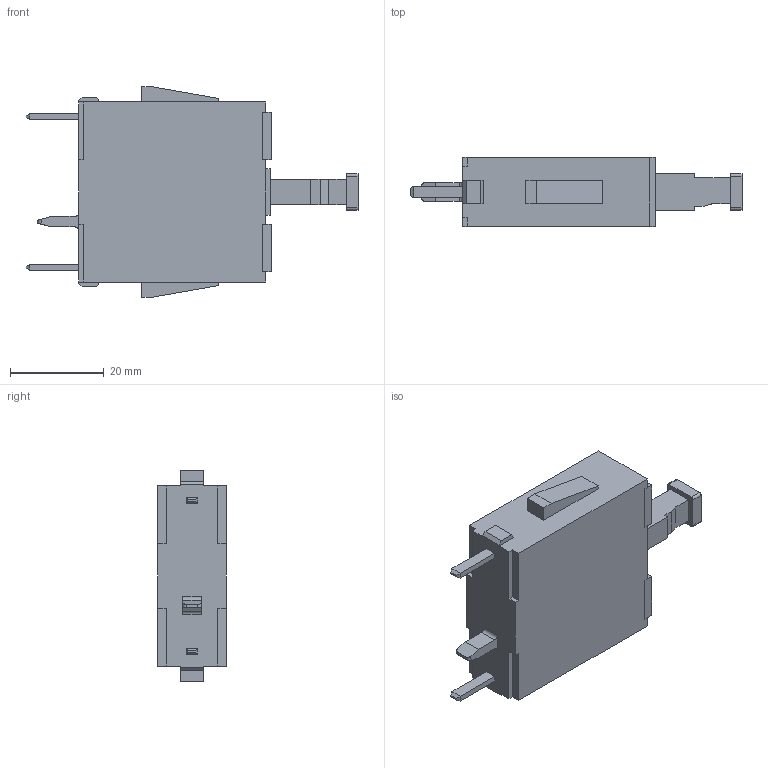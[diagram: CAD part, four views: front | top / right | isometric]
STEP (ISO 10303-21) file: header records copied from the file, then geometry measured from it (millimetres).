
FILE_DESCRIPTION(('starvars output'),'2;1');
FILE_NAME('ZBE702_3D.stp','10:52:20 2020/03/31',( 'Thomas Industrial Network Germany GmbH'),( 'Thomas Industrial Network Germany GmbH'),'unknown preprocess','ACIS' ,'unknown authorization');
FILE_SCHEMA(('AUTOMOTIVE_DESIGN_CC2 {UNKNOWN IMPLEMENTATION LEVEL}'));
Length unit declared in the file: millimetre
Products named in the file (1): PRODUCT_ID_573
Bounding box: 71 x 14.75 x 45 mm (x, y, z)
Volume: 24182.1 mm3; surface area: 6648.3 mm2
Topology: 1 solids, 1 shells, 122 faces, 324 edges, 212 vertices
Faces by surface type: plane 114, cylinder 8
Entity records: 4588 total; most frequent: ORIENTED_EDGE 648, CARTESIAN_POINT 617, DIRECTION 528, EDGE_CURVE 324, VECTOR 282, LINE 282, VERTEX_POINT 212, EDGE_LOOP 130
